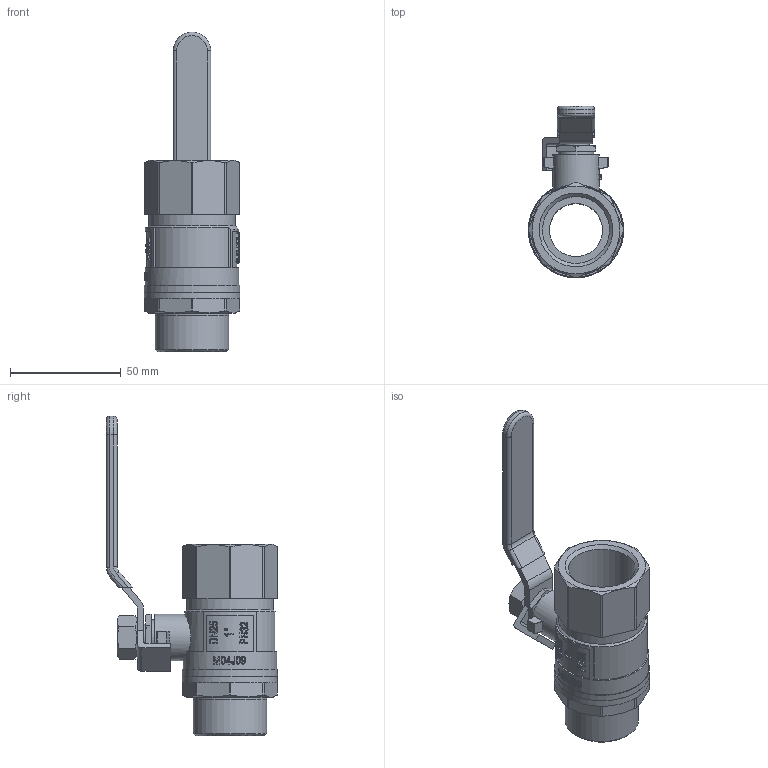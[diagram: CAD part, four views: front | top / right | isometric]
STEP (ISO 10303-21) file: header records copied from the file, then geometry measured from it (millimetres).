
FILE_DESCRIPTION(/* description */ ('Unknown'),/* implementation_level */ '2;1');
FILE_NAME(/* name */ '757-06',/* time_stamp */ '2022-07-29T09:17:26+02:00',/* author */ ('Unknown'),/* organization */ ('Unknown'),/* preprocessor_version */ 'ST-DEVELOPER v16.7',/* originating_system */ 'Solid Edge',/* authorisation */ 'Unknown');
FILE_SCHEMA (('AUTOMOTIVE_DESIGN {1 0 10303 214 3 1 1}'));
Length unit declared in the file: millimetre
Products named in the file (11): 2.757.025; 757-1-Spindel-co_oa_0; 757-1-spindel; 757-1-Stopfbuchse; 757-1-Mutter-st.g.; Stahlgriff 1; 620-1-St-Griff-u; 620-1-St-Griff; 757-1-Kvrper-co_oa_1; 757-1-Kvrper; 757-1-Einschraubteil
Assembly tree (10 placements, depth 3):
  2.757.025
    757-1-Spindel-co_oa_0
      757-1-spindel
      757-1-Stopfbuchse
      757-1-Mutter-st.g.
    Stahlgriff 1
      620-1-St-Griff-u
      620-1-St-Griff
    757-1-Kvrper-co_oa_1
      757-1-Kvrper
      757-1-Einschraubteil
Bounding box: 43 x 77.3 x 144.5 mm (x, y, z)
Volume: 62114.8 mm3; surface area: 41640.5 mm2
Topology: 7 solids, 11 shells, 1245 faces, 3453 edges, 2296 vertices
Faces by surface type: plane 1083, cylinder 125, cone 30, torus 4, bspline 3
Full cylindrical faces by diameter (mm): 8.5 x1, 8.9 x1, 12 x2, 12.1 x1, 12.5 x1, 14 x1, 14.5 x1, 16 x1, 16.5 x1, 18 x1, 21 x1, 24 x2, 30.291 x1, 31 x2, 33.249 x1, 33.3 x1, 37.5 x1, 39 x2, 39.2 x1, 42.3 x1, 43 x2
Entity records: 51470 total; most frequent: CARTESIAN_POINT 10274, DIRECTION 7704, ORIENTED_EDGE 6798, EDGE_CURVE 3399, AXIS2_PLACEMENT_3D 3118, VERTEX_POINT 2286, ELLIPSE 1502, LINE 1468
